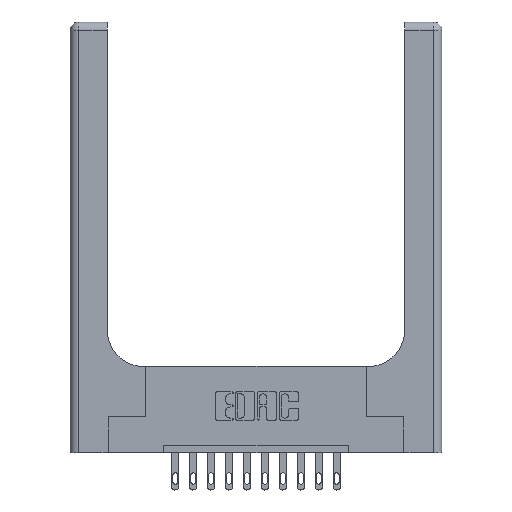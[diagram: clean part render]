
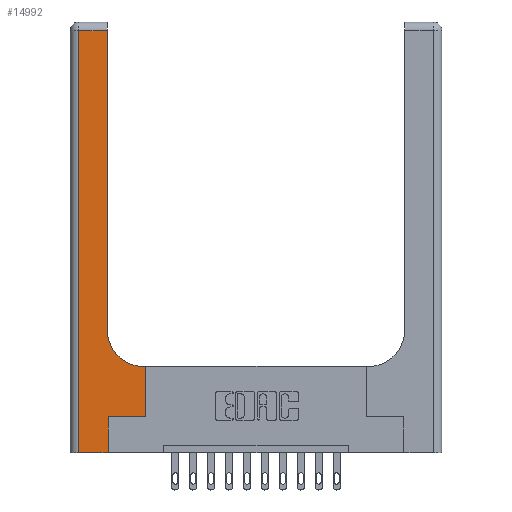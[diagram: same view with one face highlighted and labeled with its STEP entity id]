
A CAD part, top view. The second image highlights one B-rep face of the part: STEP entity #14992.
In plain terms, the highlighted planar face has unit normal (0, 0, 1).
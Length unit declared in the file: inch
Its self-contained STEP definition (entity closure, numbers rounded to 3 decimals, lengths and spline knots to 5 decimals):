
#100 = LINE ( 'NONE', #6349, #11510 ) ;
#149 = DIRECTION ( 'NONE',  ( 0., 1., 0. ) ) ;
#419 = DIRECTION ( 'NONE',  ( 0., 1., 0. ) ) ;
#473 = CARTESIAN_POINT ( 'NONE',  ( 0., 0., 0.37 ) ) ;
#1027 = VERTEX_POINT ( 'NONE', #15166 ) ;
#1286 = CARTESIAN_POINT ( 'NONE',  ( 0.265, 0., 0.37 ) ) ;
#1620 = LINE ( 'NONE', #473, #3970 ) ;
#1963 = EDGE_CURVE ( 'NONE', #14489, #12919, #14941, .T. ) ;
#2852 = LINE ( 'NONE', #9195, #12043 ) ;
#3021 = ORIENTED_EDGE ( 'NONE', *, *, #13298, .T. ) ;
#3431 = CARTESIAN_POINT ( 'NONE',  ( 0., 2.94, 0.37 ) ) ;
#3624 = ORIENTED_EDGE ( 'NONE', *, *, #13798, .T. ) ;
#3750 = LINE ( 'NONE', #7485, #3814 ) ;
#3777 = CARTESIAN_POINT ( 'NONE',  ( 0.265, 0., 0.37 ) ) ;
#3814 = VECTOR ( 'NONE', #5467, 39.37008 ) ;
#3839 = CARTESIAN_POINT ( 'NONE',  ( 0.26, 0.85, 0.37 ) ) ;
#3970 = VECTOR ( 'NONE', #12839, 39.37008 ) ;
#4117 = DIRECTION ( 'NONE',  ( 0., 0., -1. ) ) ;
#4388 = AXIS2_PLACEMENT_3D ( 'NONE', #15445, #4117, #6354 ) ;
#4515 = CARTESIAN_POINT ( 'NONE',  ( 0.265, 0.25, 0.37 ) ) ;
#4782 = CARTESIAN_POINT ( 'NONE',  ( 0., 3., 0.37 ) ) ;
#5178 = EDGE_CURVE ( 'NONE', #11313, #12711, #14279, .T. ) ;
#5306 = CARTESIAN_POINT ( 'NONE',  ( 0.265, 0.25, 0.37 ) ) ;
#5467 = DIRECTION ( 'NONE',  ( -1., 0., 0. ) ) ;
#6028 = CARTESIAN_POINT ( 'NONE',  ( 0.26, 2.94, 0.37 ) ) ;
#6324 = CARTESIAN_POINT ( 'NONE',  ( 0.528, 0.25, 0.37 ) ) ;
#6349 = CARTESIAN_POINT ( 'NONE',  ( 0.06, 3., 0.37 ) ) ;
#6354 = DIRECTION ( 'NONE',  ( 1., 0., 0. ) ) ;
#6529 = VERTEX_POINT ( 'NONE', #6028 ) ;
#6748 = CARTESIAN_POINT ( 'NONE',  ( 0.06, 2.94, 0.37 ) ) ;
#7485 = CARTESIAN_POINT ( 'NONE',  ( 0.26, 0.6, 0.37 ) ) ;
#8423 = ORIENTED_EDGE ( 'NONE', *, *, #13732, .T. ) ;
#8568 = EDGE_CURVE ( 'NONE', #1027, #11313, #3750, .T. ) ;
#8747 = CARTESIAN_POINT ( 'NONE',  ( 0.51, 0.6, 0.37 ) ) ;
#9195 = CARTESIAN_POINT ( 'NONE',  ( 0.26, 3., 0.37 ) ) ;
#10040 = VERTEX_POINT ( 'NONE', #10607 ) ;
#10139 = DIRECTION ( 'NONE',  ( 0., 1., 0. ) ) ;
#10204 = EDGE_LOOP ( 'NONE', ( #3021, #14135, #13547, #8423, #10214, #3624, #12531, #11124, #15237 ) ) ;
#10214 = ORIENTED_EDGE ( 'NONE', *, *, #1963, .T. ) ;
#10607 = CARTESIAN_POINT ( 'NONE',  ( 0.06, 0., 0.37 ) ) ;
#10763 = DIRECTION ( 'NONE',  ( 0., 0., -1. ) ) ;
#10942 = DIRECTION ( 'NONE',  ( -1., 0., 0. ) ) ;
#11124 = ORIENTED_EDGE ( 'NONE', *, *, #8568, .T. ) ;
#11313 = VERTEX_POINT ( 'NONE', #8747 ) ;
#11510 = VECTOR ( 'NONE', #14906, 39.37008 ) ;
#11541 = VECTOR ( 'NONE', #15748, 39.37008 ) ;
#12037 = LINE ( 'NONE', #4515, #11541 ) ;
#12043 = VECTOR ( 'NONE', #419, 39.37008 ) ;
#12077 = LINE ( 'NONE', #3431, #15348 ) ;
#12301 = VECTOR ( 'NONE', #149, 39.37008 ) ;
#12531 = ORIENTED_EDGE ( 'NONE', *, *, #14530, .T. ) ;
#12711 = VERTEX_POINT ( 'NONE', #3839 ) ;
#12839 = DIRECTION ( 'NONE',  ( 1., 0., 0. ) ) ;
#12855 = AXIS2_PLACEMENT_3D ( 'NONE', #4782, #10763, #14340 ) ;
#12919 = VERTEX_POINT ( 'NONE', #5306 ) ;
#13168 = EDGE_CURVE ( 'NONE', #14753, #10040, #100, .T. ) ;
#13298 = EDGE_CURVE ( 'NONE', #12711, #6529, #2852, .T. ) ;
#13547 = ORIENTED_EDGE ( 'NONE', *, *, #13168, .T. ) ;
#13708 = VECTOR ( 'NONE', #10139, 39.37008 ) ;
#13732 = EDGE_CURVE ( 'NONE', #10040, #14489, #1620, .T. ) ;
#13798 = EDGE_CURVE ( 'NONE', #12919, #15170, #12037, .T. ) ;
#14119 = EDGE_CURVE ( 'NONE', #6529, #14753, #12077, .T. ) ;
#14135 = ORIENTED_EDGE ( 'NONE', *, *, #14119, .T. ) ;
#14279 = CIRCLE ( 'NONE', #4388, 0.25 ) ;
#14340 = DIRECTION ( 'NONE',  ( -1., 0., 0. ) ) ;
#14489 = VERTEX_POINT ( 'NONE', #1286 ) ;
#14530 = EDGE_CURVE ( 'NONE', #15170, #1027, #14956, .T. ) ;
#14753 = VERTEX_POINT ( 'NONE', #6748 ) ;
#14906 = DIRECTION ( 'NONE',  ( 0., -1., 0. ) ) ;
#14941 = LINE ( 'NONE', #3777, #13708 ) ;
#14956 = LINE ( 'NONE', #6324, #12301 ) ;
#14971 = CARTESIAN_POINT ( 'NONE',  ( 0.528, 0.25, 0.37 ) ) ;
#14992 = ADVANCED_FACE ( 'NONE', ( #15859 ), #15940, .F. ) ;
#15166 = CARTESIAN_POINT ( 'NONE',  ( 0.528, 0.6, 0.37 ) ) ;
#15170 = VERTEX_POINT ( 'NONE', #14971 ) ;
#15237 = ORIENTED_EDGE ( 'NONE', *, *, #5178, .T. ) ;
#15348 = VECTOR ( 'NONE', #10942, 39.37008 ) ;
#15445 = CARTESIAN_POINT ( 'NONE',  ( 0.51, 0.85, 0.37 ) ) ;
#15748 = DIRECTION ( 'NONE',  ( 1., 0., 0. ) ) ;
#15859 = FACE_OUTER_BOUND ( 'NONE', #10204, .T. ) ;
#15940 = PLANE ( 'NONE',  #12855 ) ;
